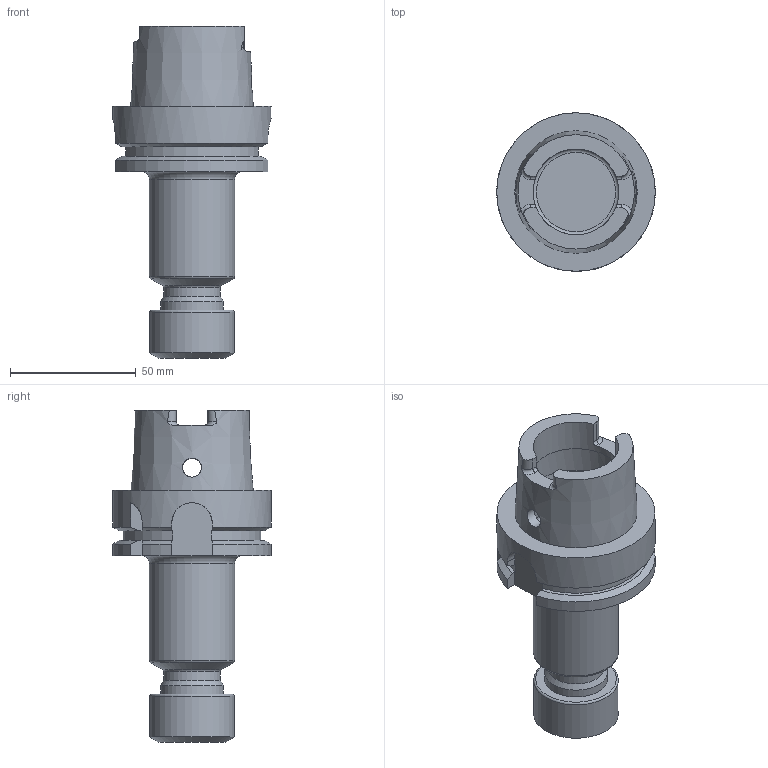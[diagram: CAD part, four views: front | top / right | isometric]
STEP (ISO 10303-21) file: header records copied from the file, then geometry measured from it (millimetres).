
FILE_DESCRIPTION(/* description */ (''),/* implementation_level */ '2;1');
FILE_NAME(/* name */ '1520597900333.stp',/* time_stamp */ '2018-03-09T13:18:26+01:00',/* author */ (''),/* organization */ ('SMS'),/* preprocessor_version */ 'ST-DEVELOPER v15',/* originating_system */ 'SIEMENS PLM Software NX 8.5',/* authorisation */ '');
FILE_SCHEMA (('AUTOMOTIVE_DESIGN { 1 0 10303 214 3 1 1 1 }'));
Length unit declared in the file: millimetre
Products named in the file (1): 201412161mod000_00
Bounding box: 62.94 x 62.94 x 131.9 mm (x, y, z)
Volume: 146066.7 mm3; surface area: 29433.8 mm2
Topology: 1 solids, 1 shells, 87 faces, 241 edges, 156 vertices
Faces by surface type: plane 35, cylinder 30, cone 11, torus 11
Full cylindrical faces by diameter (mm): 7.5 x2, 22.5 x1, 25 x1, 33.7 x1, 34 x1, 34.05 x2, 40.08 x1, 62.94 x1
Entity records: 2963 total; most frequent: CARTESIAN_POINT 889, DIRECTION 421, ORIENTED_EDGE 406, EDGE_CURVE 203, AXIS2_PLACEMENT_3D 166, VERTEX_POINT 141, EDGE_LOOP 114, LINE 89
